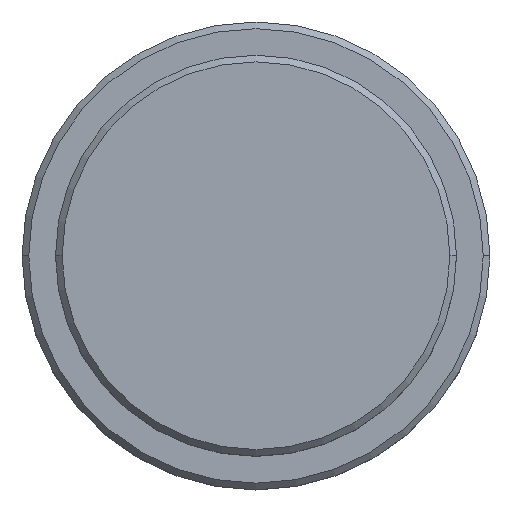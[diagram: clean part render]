
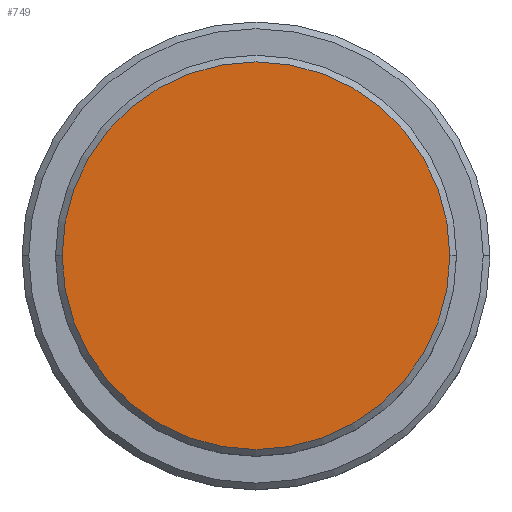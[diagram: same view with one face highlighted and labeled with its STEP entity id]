
A CAD part, top view. The second image highlights one B-rep face of the part: STEP entity #749.
In plain terms, the highlighted planar face has unit normal (0, 0, 1).
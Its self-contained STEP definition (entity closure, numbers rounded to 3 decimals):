
#80 = DIRECTION ( 'NONE',  ( 1., 0., 0. ) ) ;
#190 = VERTEX_POINT ( 'NONE', #1018 ) ;
#244 = DIRECTION ( 'NONE',  ( 1., 0., 0. ) ) ;
#275 = ORIENTED_EDGE ( 'NONE', *, *, #466, .T. ) ;
#312 = DIRECTION ( 'NONE',  ( 0., 0., 1. ) ) ;
#395 = FACE_OUTER_BOUND ( 'NONE', #589, .T. ) ;
#401 = CARTESIAN_POINT ( 'NONE',  ( 0., 0., 0. ) ) ;
#466 = EDGE_CURVE ( 'NONE', #190, #1099, #479, .T. ) ;
#479 = CIRCLE ( 'NONE', #845, 14.5 ) ;
#491 = CIRCLE ( 'NONE', #747, 14.5 ) ;
#520 = DIRECTION ( 'NONE',  ( 0., 0., 1. ) ) ;
#589 = EDGE_LOOP ( 'NONE', ( #275, #864 ) ) ;
#643 = AXIS2_PLACEMENT_3D ( 'NONE', #401, #520, #80 ) ;
#747 = AXIS2_PLACEMENT_3D ( 'NONE', #755, #312, #860 ) ;
#749 = ADVANCED_FACE ( 'NONE', ( #395 ), #827, .T. ) ;
#755 = CARTESIAN_POINT ( 'NONE',  ( 0., 0., 0. ) ) ;
#796 = DIRECTION ( 'NONE',  ( 0., 0., 1. ) ) ;
#827 = PLANE ( 'NONE',  #643 ) ;
#845 = AXIS2_PLACEMENT_3D ( 'NONE', #1209, #796, #244 ) ;
#860 = DIRECTION ( 'NONE',  ( 1., 0., 0. ) ) ;
#864 = ORIENTED_EDGE ( 'NONE', *, *, #1245, .T. ) ;
#1018 = CARTESIAN_POINT ( 'NONE',  ( -14.5, 0., 0. ) ) ;
#1099 = VERTEX_POINT ( 'NONE', #1231 ) ;
#1209 = CARTESIAN_POINT ( 'NONE',  ( 0., 0., 0. ) ) ;
#1231 = CARTESIAN_POINT ( 'NONE',  ( 14.5, 0., 0. ) ) ;
#1245 = EDGE_CURVE ( 'NONE', #1099, #190, #491, .T. ) ;
